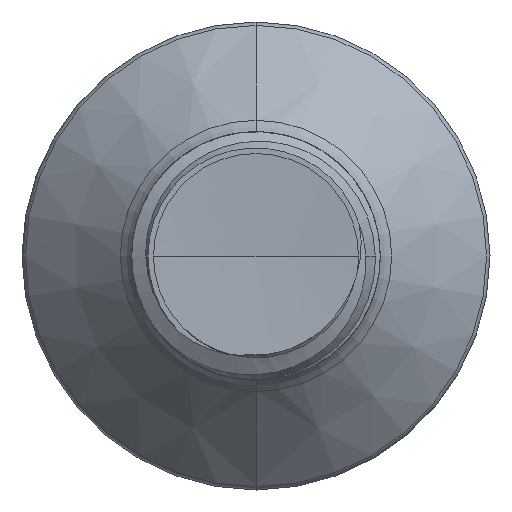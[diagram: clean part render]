
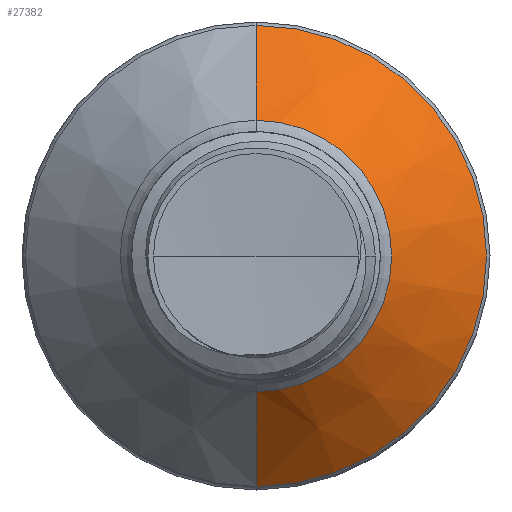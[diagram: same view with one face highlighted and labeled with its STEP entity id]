
A CAD part, front view. The second image highlights one B-rep face of the part: STEP entity #27382.
In plain terms, the highlighted conical face has half-angle 45 degrees and reference radius 3.276 mm.
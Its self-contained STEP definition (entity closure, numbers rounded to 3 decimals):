
#53 = ORIENTED_EDGE ( 'NONE', *, *, #17186, .F. ) ;
#1011 = CONICAL_SURFACE ( 'NONE', #20224, 3.276, 0.785 ) ;
#1271 = CARTESIAN_POINT ( 'NONE',  ( 0., 10.899, -5.567 ) ) ;
#1460 = CARTESIAN_POINT ( 'NONE',  ( 0., 8.607, -3.276 ) ) ;
#3095 = CARTESIAN_POINT ( 'NONE',  ( 0., 10.899, 0. ) ) ;
#3508 = CARTESIAN_POINT ( 'NONE',  ( 0., 8.607, 3.276 ) ) ;
#3865 = LINE ( 'NONE', #3508, #26430 ) ;
#4029 = DIRECTION ( 'NONE',  ( 0., 0., 1. ) ) ;
#5382 = DIRECTION ( 'NONE',  ( 0., 0., 1. ) ) ;
#5481 = CARTESIAN_POINT ( 'NONE',  ( 0., 8.607, 3.276 ) ) ;
#5631 = LINE ( 'NONE', #26419, #27286 ) ;
#6301 = CARTESIAN_POINT ( 'NONE',  ( 0., 8.607, 0. ) ) ;
#8638 = DIRECTION ( 'NONE',  ( 0., 1., 0. ) ) ;
#8992 = EDGE_LOOP ( 'NONE', ( #20162, #12714, #53, #15873 ) ) ;
#12295 = CARTESIAN_POINT ( 'NONE',  ( 0., 8.607, 0. ) ) ;
#12714 = ORIENTED_EDGE ( 'NONE', *, *, #20699, .T. ) ;
#12859 = DIRECTION ( 'NONE',  ( 0., 0.707, 0.707 ) ) ;
#13056 = VERTEX_POINT ( 'NONE', #28006 ) ;
#13706 = VERTEX_POINT ( 'NONE', #5481 ) ;
#14083 = FACE_OUTER_BOUND ( 'NONE', #8992, .T. ) ;
#14811 = DIRECTION ( 'NONE',  ( 0., 0., 1. ) ) ;
#15873 = ORIENTED_EDGE ( 'NONE', *, *, #17364, .F. ) ;
#17086 = EDGE_CURVE ( 'NONE', #13706, #23047, #22697, .T. ) ;
#17186 = EDGE_CURVE ( 'NONE', #13056, #21790, #22092, .T. ) ;
#17364 = EDGE_CURVE ( 'NONE', #13706, #13056, #3865, .T. ) ;
#19382 = DIRECTION ( 'NONE',  ( 0., 1., 0. ) ) ;
#20162 = ORIENTED_EDGE ( 'NONE', *, *, #17086, .T. ) ;
#20224 = AXIS2_PLACEMENT_3D ( 'NONE', #6301, #8638, #4029 ) ;
#20699 = EDGE_CURVE ( 'NONE', #23047, #21790, #5631, .T. ) ;
#21790 = VERTEX_POINT ( 'NONE', #1271 ) ;
#22092 = CIRCLE ( 'NONE', #25493, 5.567 ) ;
#22697 = CIRCLE ( 'NONE', #26804, 3.276 ) ;
#22816 = DIRECTION ( 'NONE',  ( 0., 0.707, -0.707 ) ) ;
#23047 = VERTEX_POINT ( 'NONE', #1460 ) ;
#25493 = AXIS2_PLACEMENT_3D ( 'NONE', #3095, #19382, #5382 ) ;
#26419 = CARTESIAN_POINT ( 'NONE',  ( 0., 8.607, -3.276 ) ) ;
#26430 = VECTOR ( 'NONE', #12859, 1000. ) ;
#26804 = AXIS2_PLACEMENT_3D ( 'NONE', #12295, #27019, #14811 ) ;
#27019 = DIRECTION ( 'NONE',  ( 0., 1., 0. ) ) ;
#27286 = VECTOR ( 'NONE', #22816, 1000. ) ;
#27382 = ADVANCED_FACE ( 'NONE', ( #14083 ), #1011, .T. ) ;
#28006 = CARTESIAN_POINT ( 'NONE',  ( 0., 10.899, 5.567 ) ) ;
